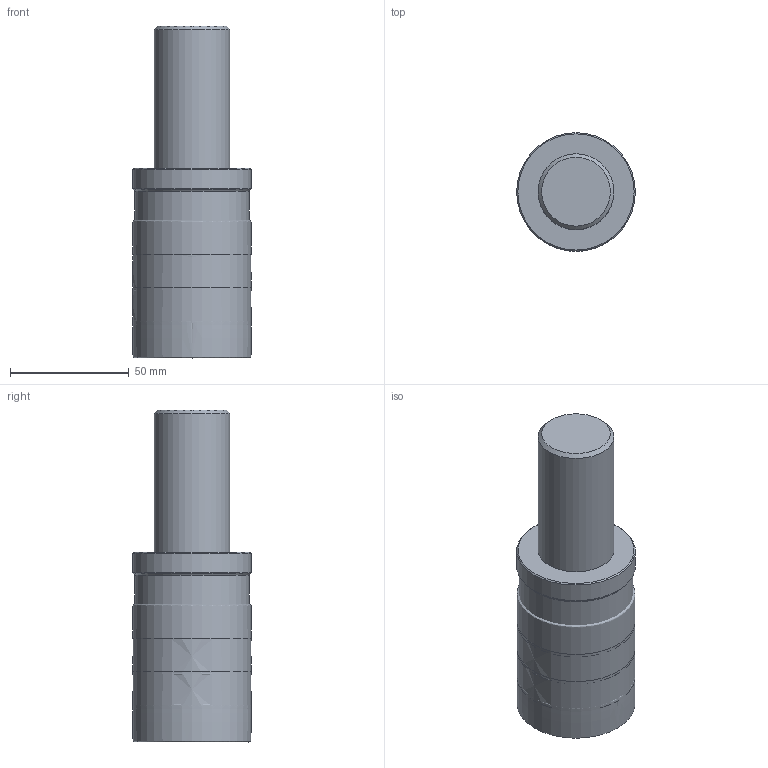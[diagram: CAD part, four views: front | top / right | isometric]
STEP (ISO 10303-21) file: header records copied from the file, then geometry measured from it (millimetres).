
FILE_DESCRIPTION(/* description */ (''),/* implementation_level */ '2;1');
FILE_NAME(/* name */ 'R217.69-3250.3S-057-XO16.3A_Basic.stp',/* time_stamp */ '2021-05-04T15:41:38+05:00',/* author */ (''),/* organization */ (''),/* preprocessor_version */ 'ST-DEVELOPER v16.7',/* originating_system */ 'SIEMENS PLM Software NX 12.0',/* authorisation */ '');
FILE_SCHEMA (('AUTOMOTIVE_DESIGN { 1 0 10303 214 3 1 1 1 }'));
Length unit declared in the file: millimetre
Products named in the file (4): CUT; NOCUT; ASSEMBLY_CONSTRUCTION; inpu41CCD037kg3h
Assembly tree (3 placements, depth 2):
  inpu41CCD037kg3h
    ASSEMBLY_CONSTRUCTION
    NOCUT
    CUT
Bounding box: 50 x 50 x 140 mm (x, y, z)
Volume: 275238.2 mm3; surface area: 47421.7 mm2
Topology: 5 solids, 5 shells, 35 faces, 83 edges, 76 vertices
Faces by surface type: cone 11, torus 11, revolution 6, plane 4, cylinder 3
Full cylindrical faces by diameter (mm): 31.992 x1, 48.174 x1, 50 x1
Entity records: 1786 total; most frequent: CARTESIAN_POINT 794, DIRECTION 182, AXIS2_PLACEMENT_3D 88, FACE_BOUND 64, EDGE_LOOP 64, ORIENTED_EDGE 64, STYLED_ITEM 56, PRESENTATION_STYLE_ASSIGNMENT 56
